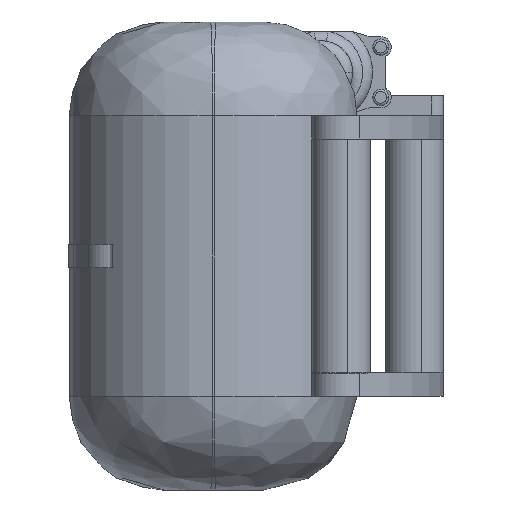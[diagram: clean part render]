
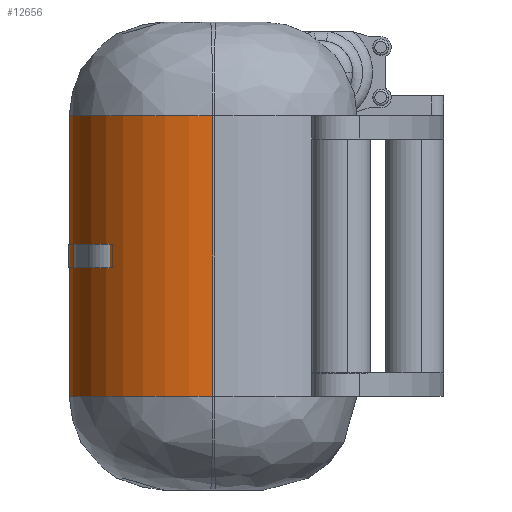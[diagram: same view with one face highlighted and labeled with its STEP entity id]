
A CAD part, left-side view. The second image highlights one B-rep face of the part: STEP entity #12656.
In plain terms, the highlighted cylindrical face has radius 60.079 mm (diameter 120.158 mm), a partial arc.
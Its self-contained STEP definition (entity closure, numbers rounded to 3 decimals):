
#15 = EDGE_CURVE ( 'NONE', #10751, #2791, #1018, .T. ) ;
#203 = VECTOR ( 'NONE', #4706, 1000. ) ;
#682 = CIRCLE ( 'NONE', #11749, 60.079 ) ;
#960 = LINE ( 'NONE', #13812, #8192 ) ;
#984 = CARTESIAN_POINT ( 'NONE',  ( 3.381, 20.719, -90. ) ) ;
#1018 = LINE ( 'NONE', #7147, #203 ) ;
#1048 = DIRECTION ( 'NONE',  ( 1., 0., 0. ) ) ;
#1132 = VERTEX_POINT ( 'NONE', #6557 ) ;
#1272 = CARTESIAN_POINT ( 'NONE',  ( 3.381, 20.719, -130. ) ) ;
#2711 = EDGE_CURVE ( 'NONE', #1132, #10751, #682, .T. ) ;
#2791 = VERTEX_POINT ( 'NONE', #15429 ) ;
#3834 = DIRECTION ( 'NONE',  ( 0., 0., -1. ) ) ;
#4097 = ORIENTED_EDGE ( 'NONE', *, *, #2711, .T. ) ;
#4706 = DIRECTION ( 'NONE',  ( 0., 0., 1. ) ) ;
#4748 = CARTESIAN_POINT ( 'NONE',  ( 62.377, 9.366, -90. ) ) ;
#4792 = DIRECTION ( 'NONE',  ( 1., 0., 0. ) ) ;
#4848 = ORIENTED_EDGE ( 'NONE', *, *, #15956, .T. ) ;
#5289 = VERTEX_POINT ( 'NONE', #12719 ) ;
#5402 = AXIS2_PLACEMENT_3D ( 'NONE', #1272, #16224, #1048 ) ;
#5577 = ORIENTED_EDGE ( 'NONE', *, *, #6946, .T. ) ;
#6557 = CARTESIAN_POINT ( 'NONE',  ( -54.361, 37.314, -90. ) ) ;
#6946 = EDGE_CURVE ( 'NONE', #2791, #5289, #12271, .T. ) ;
#7147 = CARTESIAN_POINT ( 'NONE',  ( 62.377, 9.366, -130. ) ) ;
#7726 = CYLINDRICAL_SURFACE ( 'NONE', #5402, 60.079 ) ;
#8192 = VECTOR ( 'NONE', #3834, 1000. ) ;
#8287 = DIRECTION ( 'NONE',  ( 0., 0., -1. ) ) ;
#8583 = DIRECTION ( 'NONE',  ( 0., 0., 1. ) ) ;
#8745 = AXIS2_PLACEMENT_3D ( 'NONE', #14592, #8287, #14644 ) ;
#9244 = EDGE_LOOP ( 'NONE', ( #4097, #16209, #5577, #4848 ) ) ;
#10751 = VERTEX_POINT ( 'NONE', #4748 ) ;
#11749 = AXIS2_PLACEMENT_3D ( 'NONE', #984, #8583, #4792 ) ;
#12271 = CIRCLE ( 'NONE', #8745, 60.079 ) ;
#12656 = ADVANCED_FACE ( 'NONE', ( #13015 ), #7726, .T. ) ;
#12719 = CARTESIAN_POINT ( 'NONE',  ( -54.361, 37.314, 30. ) ) ;
#13015 = FACE_OUTER_BOUND ( 'NONE', #9244, .T. ) ;
#13812 = CARTESIAN_POINT ( 'NONE',  ( -54.361, 37.314, -130. ) ) ;
#14592 = CARTESIAN_POINT ( 'NONE',  ( 3.381, 20.719, 30. ) ) ;
#14644 = DIRECTION ( 'NONE',  ( 1., 0., 0. ) ) ;
#15429 = CARTESIAN_POINT ( 'NONE',  ( 62.377, 9.366, 30. ) ) ;
#15956 = EDGE_CURVE ( 'NONE', #5289, #1132, #960, .T. ) ;
#16209 = ORIENTED_EDGE ( 'NONE', *, *, #15, .T. ) ;
#16224 = DIRECTION ( 'NONE',  ( 0., 0., 1. ) ) ;
